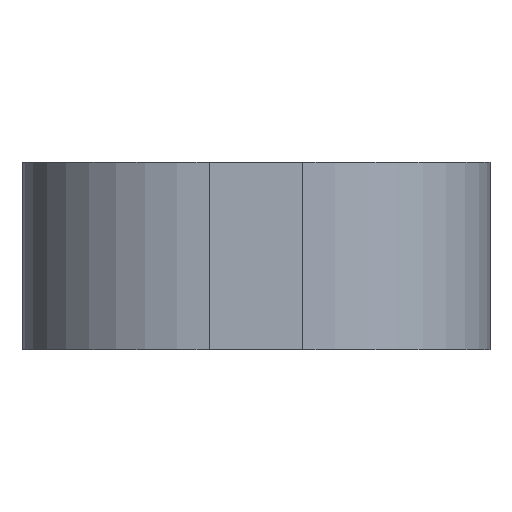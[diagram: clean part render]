
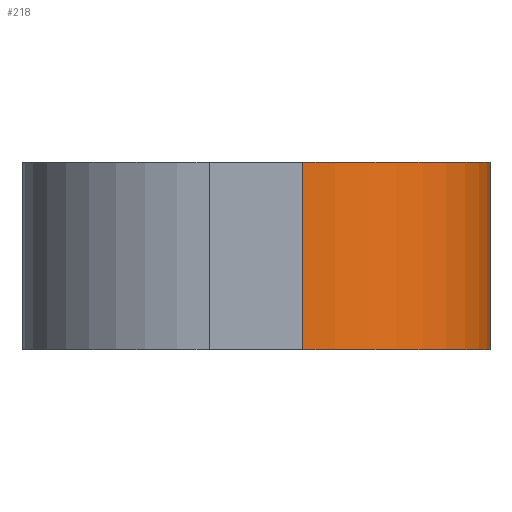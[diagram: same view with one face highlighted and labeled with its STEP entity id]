
A CAD part, front view. The second image highlights one B-rep face of the part: STEP entity #218.
In plain terms, the highlighted cylindrical face has radius 2 mm (diameter 4 mm), a partial arc.
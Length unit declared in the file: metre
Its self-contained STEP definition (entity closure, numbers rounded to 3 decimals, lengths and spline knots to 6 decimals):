
#17=CIRCLE('',#245,0.002);
#23=CIRCLE('',#252,0.002);
#28=CYLINDRICAL_SURFACE('',#255,0.002);
#78=ORIENTED_EDGE('',*,*,#107,.F.);
#79=ORIENTED_EDGE('',*,*,#97,.F.);
#80=ORIENTED_EDGE('',*,*,#113,.F.);
#81=ORIENTED_EDGE('',*,*,#91,.F.);
#91=EDGE_CURVE('',#119,#120,#139,.T.);
#97=EDGE_CURVE('',#125,#122,#145,.F.);
#107=EDGE_CURVE('',#122,#119,#17,.F.);
#113=EDGE_CURVE('',#120,#125,#23,.T.);
#119=VERTEX_POINT('',#336);
#120=VERTEX_POINT('',#338);
#122=VERTEX_POINT('',#344);
#125=VERTEX_POINT('',#349);
#139=LINE('',#337,#155);
#145=LINE('',#350,#161);
#155=VECTOR('',#268,1.);
#161=VECTOR('',#276,1.);
#182=EDGE_LOOP('',(#78,#79,#80,#81));
#200=FACE_BOUND('',#182,.T.);
#218=ADVANCED_FACE('',(#200),#28,.T.);
#245=AXIS2_PLACEMENT_3D('',#372,#299,#300);
#252=AXIS2_PLACEMENT_3D('',#379,#313,#314);
#255=AXIS2_PLACEMENT_3D('',#382,#319,#320);
#268=DIRECTION('',(0.,0.,1.));
#276=DIRECTION('',(0.,0.,1.));
#299=DIRECTION('',(0.,0.,1.));
#300=DIRECTION('',(1.,0.,0.));
#313=DIRECTION('',(0.,0.,1.));
#314=DIRECTION('',(1.,0.,0.));
#319=DIRECTION('',(0.,0.,1.));
#320=DIRECTION('',(1.,0.,0.));
#336=CARTESIAN_POINT('',(0.008015,-0.002521,-0.002));
#337=CARTESIAN_POINT('',(0.008015,-0.002521,-0.002));
#338=CARTESIAN_POINT('',(0.008015,-0.002521,0.));
#344=CARTESIAN_POINT('',(0.010015,-0.000521,-0.002));
#349=CARTESIAN_POINT('',(0.010015,-0.000521,0.));
#350=CARTESIAN_POINT('',(0.010015,-0.000521,-0.002));
#372=CARTESIAN_POINT('',(0.008015,-0.000521,-0.002));
#379=CARTESIAN_POINT('',(0.008015,-0.000521,0.));
#382=CARTESIAN_POINT('',(0.008015,-0.000521,-0.002));
